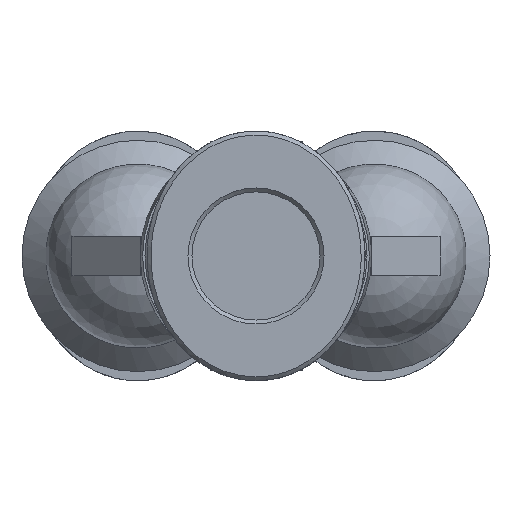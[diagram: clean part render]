
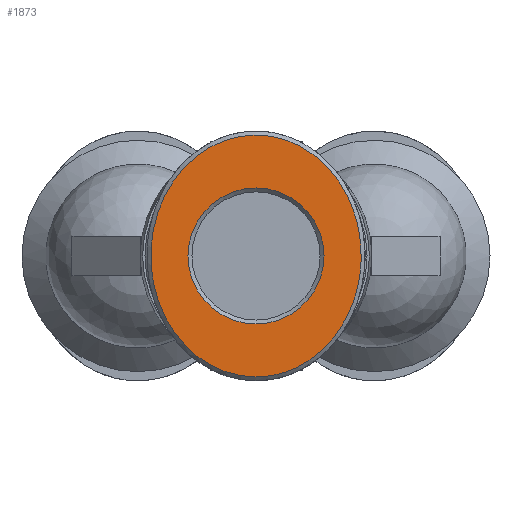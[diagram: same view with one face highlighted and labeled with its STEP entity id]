
A CAD part, front view. The second image highlights one B-rep face of the part: STEP entity #1873.
In plain terms, the highlighted face is planar.
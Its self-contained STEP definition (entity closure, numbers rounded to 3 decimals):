
#1800=CARTESIAN_POINT('',(9.2,5.8,0.));
#1801=VERTEX_POINT('',#1800);
#1831=CARTESIAN_POINT('',(9.2,5.8,0.));
#1832=CARTESIAN_POINT('',(9.2,5.8,1.19));
#1833=CARTESIAN_POINT('',(8.58,5.8,3.571));
#1834=CARTESIAN_POINT('',(5.951,5.8,6.456));
#1835=CARTESIAN_POINT('',(2.127,5.8,8.066));
#1836=CARTESIAN_POINT('',(-2.127,5.8,8.067));
#1837=CARTESIAN_POINT('',(-5.952,5.8,6.455));
#1838=CARTESIAN_POINT('',(-8.58,5.8,3.572));
#1839=CARTESIAN_POINT('',(-9.512,5.8,-0.001));
#1840=CARTESIAN_POINT('',(-8.681,5.8,-3.172));
#1841=CARTESIAN_POINT('',(-6.344,5.8,-6.179));
#1842=CARTESIAN_POINT('',(-2.605,5.8,-8.072));
#1843=CARTESIAN_POINT('',(2.129,5.8,-8.064));
#1844=CARTESIAN_POINT('',(5.95,5.8,-6.457));
#1845=CARTESIAN_POINT('',(8.581,5.8,-3.57));
#1846=CARTESIAN_POINT('',(9.2,5.8,-1.19));
#1847=CARTESIAN_POINT('',(9.2,5.8,0.));
#1848=B_SPLINE_CURVE_WITH_KNOTS('',3,(#1831,#1832,#1833,#1834,#1835,#1836,#1837,#1838,#1839,#1840,#1841,#1842,#1843,#1844,#1845,#1846,#1847),.UNSPECIFIED.,.T.,.U.,(4,1,1,1,1,1,1,1,1,1,1,1,1,1,4),(-3.142,-2.693,-2.244,-1.795,-1.346,-0.898,-0.449,0.,0.449,0.748,1.346,1.795,2.244,2.693,3.142),.UNSPECIFIED.);
#1849=EDGE_CURVE('',#1801,#1801,#1848,.T.);
#1854=CARTESIAN_POINT('',(0.,5.8,0.));
#1855=DIRECTION('',(0.0,-1.0,0.0));
#1856=DIRECTION('',(0.0,0.0,-1.0));
#1857=AXIS2_PLACEMENT_3D('',#1854,#1855,#1856);
#1858=PLANE('',#1857);
#1859=ORIENTED_EDGE('',*,*,#1849,.F.);
#1860=EDGE_LOOP('',(#1859));
#1861=FACE_OUTER_BOUND('',#1860,.T.);
#1862=CARTESIAN_POINT('',(5.175,5.8,0.));
#1863=VERTEX_POINT('',#1862);
#1864=CARTESIAN_POINT('',(0.,5.8,0.0));
#1865=DIRECTION('',(0.0,1.0,0.0));
#1866=DIRECTION('',(-1.0,0.0,0.0));
#1867=AXIS2_PLACEMENT_3D('',#1864,#1865,#1866);
#1868=CIRCLE('',#1867,5.175);
#1869=EDGE_CURVE('',#1863,#1863,#1868,.T.);
#1870=ORIENTED_EDGE('',*,*,#1869,.F.);
#1871=EDGE_LOOP('',(#1870));
#1872=FACE_BOUND('',#1871,.T.);
#1873=ADVANCED_FACE('',(#1861,#1872),#1858,.F.);
